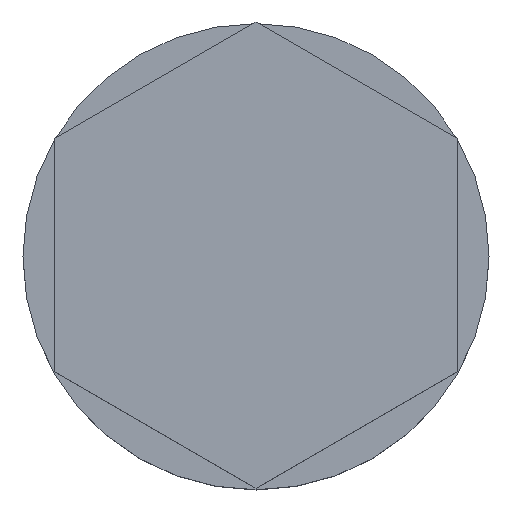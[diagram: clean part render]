
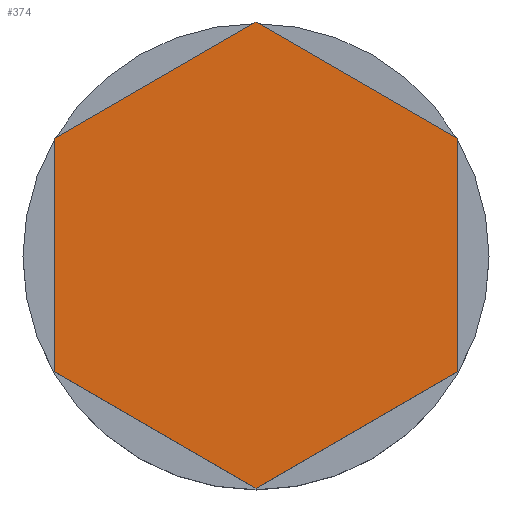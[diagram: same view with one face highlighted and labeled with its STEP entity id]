
A CAD part, top view. The second image highlights one B-rep face of the part: STEP entity #374.
In plain terms, the highlighted planar face has unit normal (0, 0, 1).
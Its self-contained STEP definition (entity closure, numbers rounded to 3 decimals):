
#105=DIRECTION('',(-0.866,0.5,0.));
#106=VECTOR('',#105,6.);
#107=CARTESIAN_POINT('',(0.,-6.,24.));
#108=LINE('',#107,#106);
#109=DIRECTION('',(0.,1.,0.));
#110=VECTOR('',#109,6.);
#111=CARTESIAN_POINT('',(-5.196,-3.,24.));
#112=LINE('',#111,#110);
#113=DIRECTION('',(0.866,0.5,0.));
#114=VECTOR('',#113,6.);
#115=CARTESIAN_POINT('',(-5.196,3.,24.));
#116=LINE('',#115,#114);
#117=DIRECTION('',(0.866,-0.5,0.));
#118=VECTOR('',#117,6.);
#119=CARTESIAN_POINT('',(0.,6.,24.));
#120=LINE('',#119,#118);
#121=DIRECTION('',(0.,-1.,0.));
#122=VECTOR('',#121,6.);
#123=CARTESIAN_POINT('',(5.196,3.,24.));
#124=LINE('',#123,#122);
#125=DIRECTION('',(-0.866,-0.5,0.));
#126=VECTOR('',#125,6.);
#127=CARTESIAN_POINT('',(5.196,-3.,24.));
#128=LINE('',#127,#126);
#157=CARTESIAN_POINT('',(0.,-6.,24.));
#158=CARTESIAN_POINT('',(-5.196,-3.,24.));
#159=VERTEX_POINT('',#157);
#160=VERTEX_POINT('',#158);
#161=CARTESIAN_POINT('',(5.196,-3.,24.));
#162=VERTEX_POINT('',#161);
#163=CARTESIAN_POINT('',(5.196,3.,24.));
#164=VERTEX_POINT('',#163);
#165=CARTESIAN_POINT('',(0.,6.,24.));
#166=VERTEX_POINT('',#165);
#167=CARTESIAN_POINT('',(-5.196,3.,24.));
#168=VERTEX_POINT('',#167);
#361=CARTESIAN_POINT('',(0.,0.,24.));
#362=DIRECTION('',(0.,0.,1.));
#363=DIRECTION('',(0.,1.,0.));
#364=AXIS2_PLACEMENT_3D('',#361,#362,#363);
#365=PLANE('',#364);
#366=ORIENTED_EDGE('',*,*,#285,.T.);
#367=ORIENTED_EDGE('',*,*,#300,.T.);
#368=ORIENTED_EDGE('',*,*,#314,.T.);
#369=ORIENTED_EDGE('',*,*,#328,.T.);
#370=ORIENTED_EDGE('',*,*,#342,.T.);
#371=ORIENTED_EDGE('',*,*,#355,.T.);
#372=EDGE_LOOP('',(#366,#367,#368,#369,#370,#371));
#373=FACE_OUTER_BOUND('',#372,.F.);
#374=ADVANCED_FACE('',(#373),#365,.T.);
#285=EDGE_CURVE('',#159,#160,#108,.T.);
#300=EDGE_CURVE('',#160,#168,#112,.T.);
#314=EDGE_CURVE('',#168,#166,#116,.T.);
#328=EDGE_CURVE('',#166,#164,#120,.T.);
#342=EDGE_CURVE('',#164,#162,#124,.T.);
#355=EDGE_CURVE('',#162,#159,#128,.T.);
